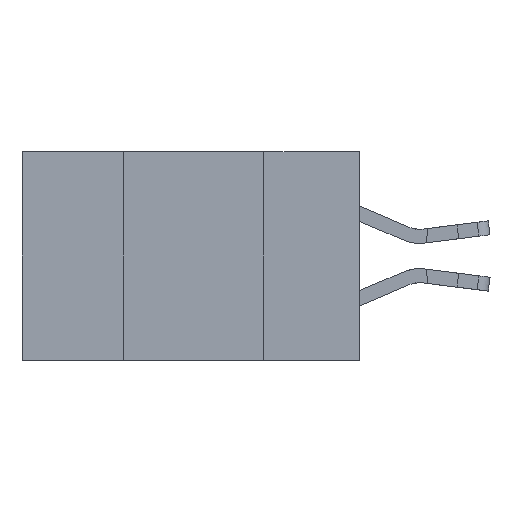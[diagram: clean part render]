
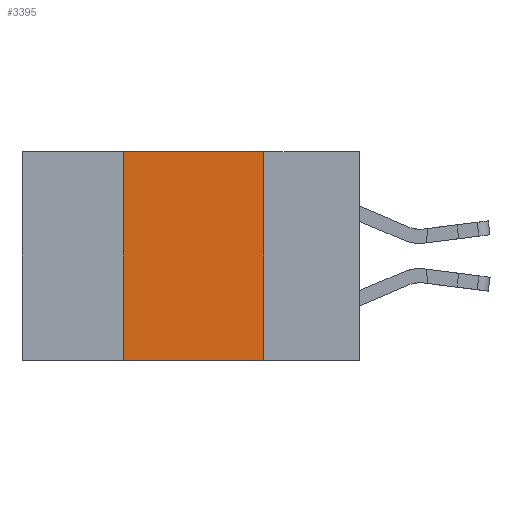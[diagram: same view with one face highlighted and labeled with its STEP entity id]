
A CAD part, left-side view. The second image highlights one B-rep face of the part: STEP entity #3395.
In plain terms, the highlighted planar face has unit normal (-1, 0, 0).
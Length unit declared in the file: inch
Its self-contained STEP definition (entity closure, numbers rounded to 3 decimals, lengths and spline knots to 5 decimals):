
#1223 = FACE_OUTER_BOUND ( 'NONE', #1897, .T. ) ;
#1897 = EDGE_LOOP ( 'NONE', ( #21862, #7667, #3817, #14365 ) ) ;
#2034 = LINE ( 'NONE', #22669, #21234 ) ;
#2056 = CARTESIAN_POINT ( 'NONE',  ( 0., 0.17, 0. ) ) ;
#2786 = VERTEX_POINT ( 'NONE', #5693 ) ;
#3395 = ADVANCED_FACE ( 'NONE', ( #1223 ), #5088, .F. ) ;
#3817 = ORIENTED_EDGE ( 'NONE', *, *, #12165, .F. ) ;
#5088 = PLANE ( 'NONE',  #16231 ) ;
#5693 = CARTESIAN_POINT ( 'NONE',  ( 0., 0.42, -0.37 ) ) ;
#6257 = EDGE_CURVE ( 'NONE', #22149, #11232, #14218, .T. ) ;
#7034 = DIRECTION ( 'NONE',  ( 0., 0., -1. ) ) ;
#7667 = ORIENTED_EDGE ( 'NONE', *, *, #6257, .F. ) ;
#8587 = VECTOR ( 'NONE', #19516, 39.37008 ) ;
#9161 = CARTESIAN_POINT ( 'NONE',  ( 0., 0.17, -0.37 ) ) ;
#9295 = CARTESIAN_POINT ( 'NONE',  ( 0., 0.17, 0. ) ) ;
#9775 = DIRECTION ( 'NONE',  ( 0., 0., 1. ) ) ;
#10193 = CARTESIAN_POINT ( 'NONE',  ( 0., 0.6, -0.37 ) ) ;
#10883 = CARTESIAN_POINT ( 'NONE',  ( 0., 0.42, 0. ) ) ;
#10950 = EDGE_CURVE ( 'NONE', #2786, #16395, #23299, .T. ) ;
#11232 = VERTEX_POINT ( 'NONE', #9295 ) ;
#12165 = EDGE_CURVE ( 'NONE', #2786, #22149, #2034, .T. ) ;
#13035 = CARTESIAN_POINT ( 'NONE',  ( 0., 0.6, 0. ) ) ;
#14218 = LINE ( 'NONE', #13035, #23421 ) ;
#14365 = ORIENTED_EDGE ( 'NONE', *, *, #10950, .T. ) ;
#14689 = EDGE_CURVE ( 'NONE', #11232, #16395, #14796, .T. ) ;
#14796 = LINE ( 'NONE', #2056, #24003 ) ;
#14915 = DIRECTION ( 'NONE',  ( 0., -1., 0. ) ) ;
#15051 = DIRECTION ( 'NONE',  ( 0., 0., -1. ) ) ;
#16231 = AXIS2_PLACEMENT_3D ( 'NONE', #23612, #18171, #7034 ) ;
#16395 = VERTEX_POINT ( 'NONE', #9161 ) ;
#18171 = DIRECTION ( 'NONE',  ( 1., 0., 0. ) ) ;
#19516 = DIRECTION ( 'NONE',  ( 0., -1., 0. ) ) ;
#21234 = VECTOR ( 'NONE', #9775, 39.37008 ) ;
#21862 = ORIENTED_EDGE ( 'NONE', *, *, #14689, .F. ) ;
#22149 = VERTEX_POINT ( 'NONE', #10883 ) ;
#22669 = CARTESIAN_POINT ( 'NONE',  ( 0., 0.42, 0. ) ) ;
#23299 = LINE ( 'NONE', #10193, #8587 ) ;
#23421 = VECTOR ( 'NONE', #14915, 39.37008 ) ;
#23612 = CARTESIAN_POINT ( 'NONE',  ( 0., 0.6, 0. ) ) ;
#24003 = VECTOR ( 'NONE', #15051, 39.37008 ) ;
